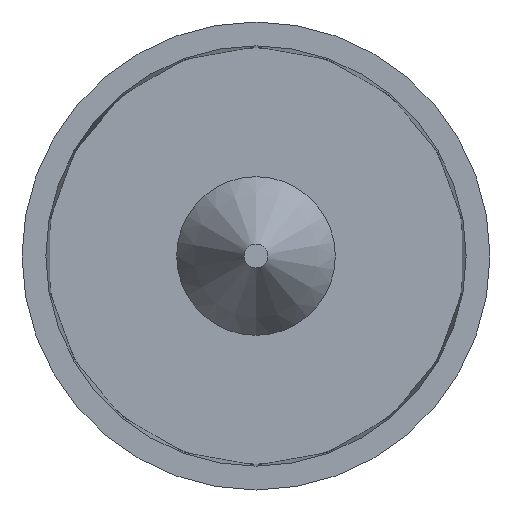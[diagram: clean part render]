
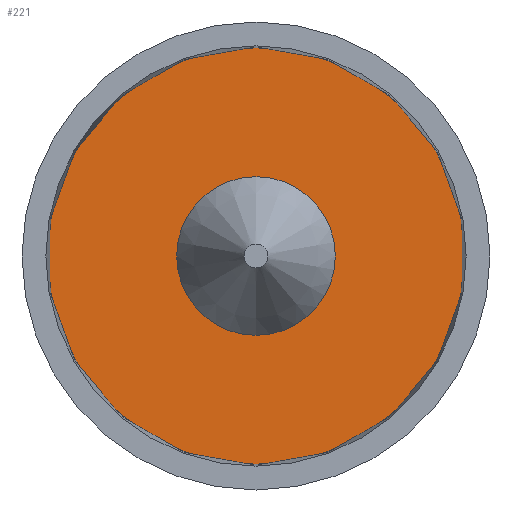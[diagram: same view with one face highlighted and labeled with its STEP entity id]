
A CAD part, left-side view. The second image highlights one B-rep face of the part: STEP entity #221.
In plain terms, the highlighted planar face has unit normal (-1, 0, 0).
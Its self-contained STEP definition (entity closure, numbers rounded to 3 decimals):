
#143 = CYLINDRICAL_SURFACE('',#144,0.882);
#144 = AXIS2_PLACEMENT_3D('',#145,#146,#147);
#145 = CARTESIAN_POINT('',(19.17,-5.923,
    -2.9));
#146 = DIRECTION('',(1.,0.,0.));
#147 = DIRECTION('',(0.,0.,-1.));
#168 = VERTEX_POINT('',#169);
#169 = CARTESIAN_POINT('',(19.17,-5.923,
    -3.781));
#190 = EDGE_CURVE('',#168,#168,#191,.T.);
#191 = SURFACE_CURVE('',#192,(#197,#204),.PCURVE_S1.);
#192 = CIRCLE('',#193,0.882);
#193 = AXIS2_PLACEMENT_3D('',#194,#195,#196);
#194 = CARTESIAN_POINT('',(19.17,-5.923,
    -2.9));
#195 = DIRECTION('',(1.,0.,0.));
#196 = DIRECTION('',(0.,0.,-1.));
#197 = PCURVE('',#143,#198);
#198 = DEFINITIONAL_REPRESENTATION('',(#199),#203);
#199 = LINE('',#200,#201);
#200 = CARTESIAN_POINT('',(0.,0.));
#201 = VECTOR('',#202,1.);
#202 = DIRECTION('',(1.,0.));
#203 = ( GEOMETRIC_REPRESENTATION_CONTEXT(2) 
PARAMETRIC_REPRESENTATION_CONTEXT() REPRESENTATION_CONTEXT('2D SPACE',''
  ) );
#204 = PCURVE('',#205,#210);
#205 = PLANE('',#206);
#206 = AXIS2_PLACEMENT_3D('',#207,#208,#209);
#207 = CARTESIAN_POINT('',(19.17,-5.923,
    -2.9));
#208 = DIRECTION('',(1.,0.,0.));
#209 = DIRECTION('',(0.,0.,-1.));
#210 = DEFINITIONAL_REPRESENTATION('',(#211),#215);
#211 = CIRCLE('',#212,0.882);
#212 = AXIS2_PLACEMENT_2D('',#213,#214);
#213 = CARTESIAN_POINT('',(0.,0.));
#214 = DIRECTION('',(1.,0.));
#215 = ( GEOMETRIC_REPRESENTATION_CONTEXT(2) 
PARAMETRIC_REPRESENTATION_CONTEXT() REPRESENTATION_CONTEXT('2D SPACE',''
  ) );
#221 = ADVANCED_FACE('',(#222),#205,.F.);
#222 = FACE_BOUND('',#223,.T.);
#223 = EDGE_LOOP('',(#224));
#224 = ORIENTED_EDGE('',*,*,#190,.F.);
